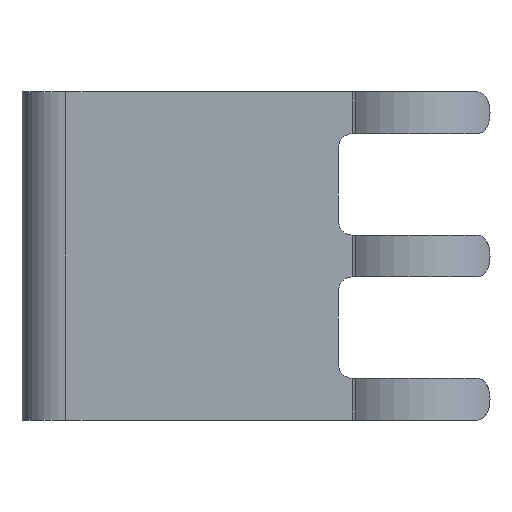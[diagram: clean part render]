
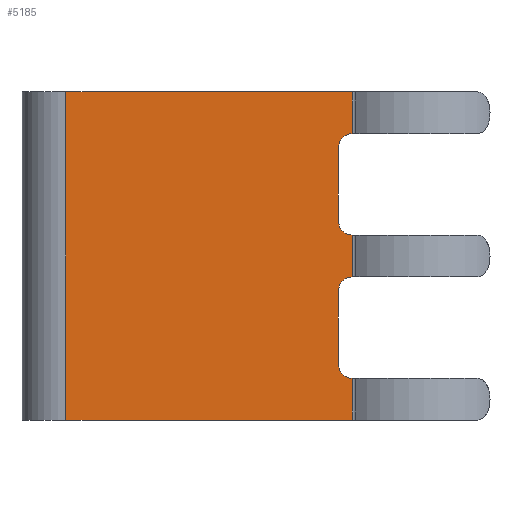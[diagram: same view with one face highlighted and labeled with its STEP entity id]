
A CAD part, left-side view. The second image highlights one B-rep face of the part: STEP entity #5185.
In plain terms, the highlighted planar face has unit normal (-1, 0, 0).
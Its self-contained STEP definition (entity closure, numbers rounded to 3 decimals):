
#58 = CARTESIAN_POINT ( 'NONE',  ( -5.97, -3., -11.94 ) ) ;
#69 = DIRECTION ( 'NONE',  ( 0., 0., -1. ) ) ;
#101 = VERTEX_POINT ( 'NONE', #2705 ) ;
#159 = EDGE_CURVE ( 'NONE', #1609, #3842, #360, .T. ) ;
#163 = DIRECTION ( 'NONE',  ( 0., -1., 0. ) ) ;
#245 = LINE ( 'NONE', #4080, #2014 ) ;
#252 = VECTOR ( 'NONE', #4860, 1000. ) ;
#301 = EDGE_CURVE ( 'NONE', #4620, #892, #5283, .T. ) ;
#360 = LINE ( 'NONE', #4983, #3693 ) ;
#472 = CARTESIAN_POINT ( 'NONE',  ( -5.97, -3., -9.92 ) ) ;
#543 = CARTESIAN_POINT ( 'NONE',  ( -5.97, -3.494, -11.94 ) ) ;
#734 = DIRECTION ( 'NONE',  ( 0., -1., 0. ) ) ;
#750 = DIRECTION ( 'NONE',  ( 0., 0., 1. ) ) ;
#890 = DIRECTION ( 'NONE',  ( 0., -1., 0. ) ) ;
#892 = VERTEX_POINT ( 'NONE', #7105 ) ;
#938 = VECTOR ( 'NONE', #4567, 1000. ) ;
#1200 = CARTESIAN_POINT ( 'NONE',  ( -5.97, -3., -11.94 ) ) ;
#1283 = EDGE_CURVE ( 'NONE', #4330, #3851, #4746, .T. ) ;
#1286 = CARTESIAN_POINT ( 'NONE',  ( -5.97, 6.91, -11.94 ) ) ;
#1311 = CARTESIAN_POINT ( 'NONE',  ( -5.97, -3.494, -6.73 ) ) ;
#1364 = PLANE ( 'NONE',  #2346 ) ;
#1549 = ORIENTED_EDGE ( 'NONE', *, *, #6432, .F. ) ;
#1560 = DIRECTION ( 'NONE',  ( 0., 0., 1. ) ) ;
#1562 = CARTESIAN_POINT ( 'NONE',  ( -5.97, -3.494, -10.42 ) ) ;
#1609 = VERTEX_POINT ( 'NONE', #3850 ) ;
#1715 = ORIENTED_EDGE ( 'NONE', *, *, #2028, .T. ) ;
#1740 = DIRECTION ( 'NONE',  ( 0., 0., 1. ) ) ;
#1743 = CIRCLE ( 'NONE', #6554, 0.5 ) ;
#1835 = CARTESIAN_POINT ( 'NONE',  ( -5.97, -3., -7.23 ) ) ;
#1916 = EDGE_CURVE ( 'NONE', #5208, #4620, #1743, .T. ) ;
#2014 = VECTOR ( 'NONE', #734, 1000. ) ;
#2028 = EDGE_CURVE ( 'NONE', #3851, #101, #4211, .T. ) ;
#2065 = DIRECTION ( 'NONE',  ( 0., -1., 0. ) ) ;
#2168 = ORIENTED_EDGE ( 'NONE', *, *, #301, .T. ) ;
#2346 = AXIS2_PLACEMENT_3D ( 'NONE', #1286, #2926, #163 ) ;
#2491 = EDGE_LOOP ( 'NONE', ( #6131, #3122, #1715, #3881, #5683, #3389, #5589, #3200, #1549, #6994, #2168, #3721 ) ) ;
#2499 = CARTESIAN_POINT ( 'NONE',  ( -5.97, -3.5, -7.23 ) ) ;
#2705 = CARTESIAN_POINT ( 'NONE',  ( -5.97, -3.494, 0. ) ) ;
#2926 = DIRECTION ( 'NONE',  ( -1., 0., 0. ) ) ;
#3015 = AXIS2_PLACEMENT_3D ( 'NONE', #6603, #4915, #6028 ) ;
#3075 = CARTESIAN_POINT ( 'NONE',  ( -5.97, 6.91, 0. ) ) ;
#3122 = ORIENTED_EDGE ( 'NONE', *, *, #1283, .T. ) ;
#3200 = ORIENTED_EDGE ( 'NONE', *, *, #3859, .T. ) ;
#3385 = LINE ( 'NONE', #1200, #6481 ) ;
#3389 = ORIENTED_EDGE ( 'NONE', *, *, #5741, .T. ) ;
#3409 = EDGE_CURVE ( 'NONE', #4330, #4890, #3933, .T. ) ;
#3469 = VECTOR ( 'NONE', #4072, 1000. ) ;
#3630 = CARTESIAN_POINT ( 'NONE',  ( -5.97, -3.494, -11.94 ) ) ;
#3693 = VECTOR ( 'NONE', #1560, 1000. ) ;
#3721 = ORIENTED_EDGE ( 'NONE', *, *, #4471, .T. ) ;
#3740 = CARTESIAN_POINT ( 'NONE',  ( -5.97, -3.494, -1.52 ) ) ;
#3746 = VERTEX_POINT ( 'NONE', #4177 ) ;
#3842 = VERTEX_POINT ( 'NONE', #1562 ) ;
#3850 = CARTESIAN_POINT ( 'NONE',  ( -5.97, -3.494, -11.94 ) ) ;
#3851 = VERTEX_POINT ( 'NONE', #3740 ) ;
#3859 = EDGE_CURVE ( 'NONE', #3842, #6116, #4016, .T. ) ;
#3881 = ORIENTED_EDGE ( 'NONE', *, *, #7069, .F. ) ;
#3933 = LINE ( 'NONE', #58, #938 ) ;
#4016 = CIRCLE ( 'NONE', #3015, 0.5 ) ;
#4041 = FACE_OUTER_BOUND ( 'NONE', #2491, .T. ) ;
#4072 = DIRECTION ( 'NONE',  ( 0., -1., 0. ) ) ;
#4080 = CARTESIAN_POINT ( 'NONE',  ( -5.97, 6.91, -11.94 ) ) ;
#4148 = AXIS2_PLACEMENT_3D ( 'NONE', #4309, #5440, #2065 ) ;
#4177 = CARTESIAN_POINT ( 'NONE',  ( -5.97, 6.91, -11.94 ) ) ;
#4211 = LINE ( 'NONE', #3630, #252 ) ;
#4309 = CARTESIAN_POINT ( 'NONE',  ( -5.97, -3.5, -4.71 ) ) ;
#4330 = VERTEX_POINT ( 'NONE', #5772 ) ;
#4471 = EDGE_CURVE ( 'NONE', #892, #4890, #6616, .T. ) ;
#4567 = DIRECTION ( 'NONE',  ( 0., 0., -1. ) ) ;
#4620 = VERTEX_POINT ( 'NONE', #1311 ) ;
#4746 = CIRCLE ( 'NONE', #5279, 0.5 ) ;
#4811 = LINE ( 'NONE', #5631, #6891 ) ;
#4860 = DIRECTION ( 'NONE',  ( 0., 0., 1. ) ) ;
#4871 = DIRECTION ( 'NONE',  ( 0., -1., 0. ) ) ;
#4890 = VERTEX_POINT ( 'NONE', #7071 ) ;
#4915 = DIRECTION ( 'NONE',  ( 1., 0., 0. ) ) ;
#4942 = CARTESIAN_POINT ( 'NONE',  ( -5.97, -3.5, -2.02 ) ) ;
#4983 = CARTESIAN_POINT ( 'NONE',  ( -5.97, -3.494, -11.94 ) ) ;
#5185 = ADVANCED_FACE ( 'NONE', ( #4041 ), #1364, .T. ) ;
#5208 = VERTEX_POINT ( 'NONE', #1835 ) ;
#5279 = AXIS2_PLACEMENT_3D ( 'NONE', #4942, #5990, #4871 ) ;
#5283 = LINE ( 'NONE', #543, #6067 ) ;
#5440 = DIRECTION ( 'NONE',  ( 1., 0., 0. ) ) ;
#5589 = ORIENTED_EDGE ( 'NONE', *, *, #159, .T. ) ;
#5631 = CARTESIAN_POINT ( 'NONE',  ( -5.97, 6.91, -11.94 ) ) ;
#5683 = ORIENTED_EDGE ( 'NONE', *, *, #7132, .F. ) ;
#5741 = EDGE_CURVE ( 'NONE', #3746, #1609, #245, .T. ) ;
#5762 = LINE ( 'NONE', #6217, #3469 ) ;
#5772 = CARTESIAN_POINT ( 'NONE',  ( -5.97, -3., -2.02 ) ) ;
#5990 = DIRECTION ( 'NONE',  ( 1., 0., 0. ) ) ;
#5995 = VERTEX_POINT ( 'NONE', #3075 ) ;
#6028 = DIRECTION ( 'NONE',  ( 0., -1., 0. ) ) ;
#6067 = VECTOR ( 'NONE', #750, 1000. ) ;
#6116 = VERTEX_POINT ( 'NONE', #472 ) ;
#6131 = ORIENTED_EDGE ( 'NONE', *, *, #3409, .F. ) ;
#6217 = CARTESIAN_POINT ( 'NONE',  ( -5.97, 6.91, 0. ) ) ;
#6432 = EDGE_CURVE ( 'NONE', #5208, #6116, #3385, .T. ) ;
#6468 = DIRECTION ( 'NONE',  ( 1., 0., 0. ) ) ;
#6481 = VECTOR ( 'NONE', #69, 1000. ) ;
#6554 = AXIS2_PLACEMENT_3D ( 'NONE', #2499, #6468, #890 ) ;
#6603 = CARTESIAN_POINT ( 'NONE',  ( -5.97, -3.5, -9.92 ) ) ;
#6616 = CIRCLE ( 'NONE', #4148, 0.5 ) ;
#6891 = VECTOR ( 'NONE', #1740, 1000. ) ;
#6994 = ORIENTED_EDGE ( 'NONE', *, *, #1916, .T. ) ;
#7069 = EDGE_CURVE ( 'NONE', #5995, #101, #5762, .T. ) ;
#7071 = CARTESIAN_POINT ( 'NONE',  ( -5.97, -3., -4.71 ) ) ;
#7105 = CARTESIAN_POINT ( 'NONE',  ( -5.97, -3.494, -5.21 ) ) ;
#7132 = EDGE_CURVE ( 'NONE', #3746, #5995, #4811, .T. ) ;
